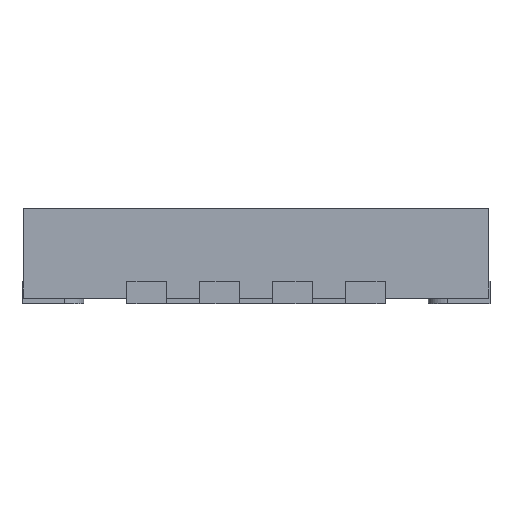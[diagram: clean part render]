
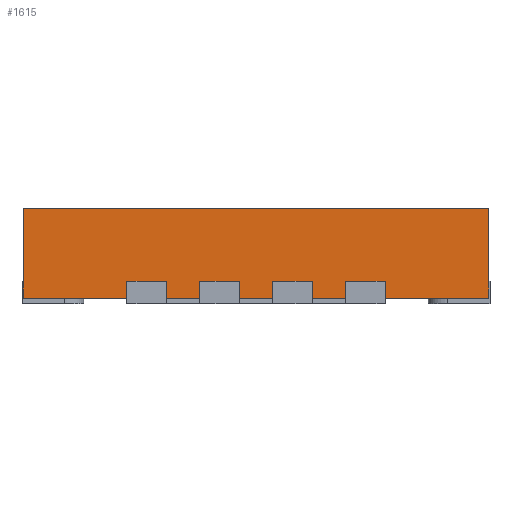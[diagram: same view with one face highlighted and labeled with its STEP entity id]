
A CAD part, left-side view. The second image highlights one B-rep face of the part: STEP entity #1615.
In plain terms, the highlighted planar face has unit normal (-1, 0, 0).
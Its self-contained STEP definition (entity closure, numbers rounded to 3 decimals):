
#533 = VERTEX_POINT('',#534);
#534 = CARTESIAN_POINT('',(-2.075,2.075,0.865));
#540 = EDGE_CURVE('',#533,#541,#543,.T.);
#541 = VERTEX_POINT('',#542);
#542 = CARTESIAN_POINT('',(-2.075,-2.075,0.865));
#543 = LINE('',#544,#545);
#544 = CARTESIAN_POINT('',(-2.075,2.075,0.865));
#545 = VECTOR('',#546,1.);
#546 = DIRECTION('',(0.,-1.,0.));
#1095 = VERTEX_POINT('',#1096);
#1096 = CARTESIAN_POINT('',(-2.075,-2.075,0.065));
#1102 = EDGE_CURVE('',#1103,#1095,#1105,.T.);
#1103 = VERTEX_POINT('',#1104);
#1104 = CARTESIAN_POINT('',(-2.075,-1.15,0.065));
#1105 = LINE('',#1106,#1107);
#1106 = CARTESIAN_POINT('',(-2.075,2.075,0.065));
#1107 = VECTOR('',#1108,1.);
#1108 = DIRECTION('',(0.,-1.,0.));
#1128 = VERTEX_POINT('',#1129);
#1129 = CARTESIAN_POINT('',(-2.075,-0.8,0.065));
#1135 = EDGE_CURVE('',#1136,#1128,#1138,.T.);
#1136 = VERTEX_POINT('',#1137);
#1137 = CARTESIAN_POINT('',(-2.075,-0.5,0.065));
#1138 = LINE('',#1139,#1140);
#1139 = CARTESIAN_POINT('',(-2.075,2.075,0.065));
#1140 = VECTOR('',#1141,1.);
#1141 = DIRECTION('',(0.,-1.,0.));
#1161 = VERTEX_POINT('',#1162);
#1162 = CARTESIAN_POINT('',(-2.075,-0.15,0.065));
#1168 = EDGE_CURVE('',#1169,#1161,#1171,.T.);
#1169 = VERTEX_POINT('',#1170);
#1170 = CARTESIAN_POINT('',(-2.075,0.15,0.065));
#1171 = LINE('',#1172,#1173);
#1172 = CARTESIAN_POINT('',(-2.075,2.075,0.065));
#1173 = VECTOR('',#1174,1.);
#1174 = DIRECTION('',(0.,-1.,0.));
#1194 = VERTEX_POINT('',#1195);
#1195 = CARTESIAN_POINT('',(-2.075,0.5,0.065));
#1201 = EDGE_CURVE('',#1202,#1194,#1204,.T.);
#1202 = VERTEX_POINT('',#1203);
#1203 = CARTESIAN_POINT('',(-2.075,0.8,0.065));
#1204 = LINE('',#1205,#1206);
#1205 = CARTESIAN_POINT('',(-2.075,2.075,0.065));
#1206 = VECTOR('',#1207,1.);
#1207 = DIRECTION('',(0.,-1.,0.));
#1227 = VERTEX_POINT('',#1228);
#1228 = CARTESIAN_POINT('',(-2.075,1.15,0.065));
#1234 = EDGE_CURVE('',#1235,#1227,#1237,.T.);
#1235 = VERTEX_POINT('',#1236);
#1236 = CARTESIAN_POINT('',(-2.075,2.075,0.065));
#1237 = LINE('',#1238,#1239);
#1238 = CARTESIAN_POINT('',(-2.075,2.075,0.065));
#1239 = VECTOR('',#1240,1.);
#1240 = DIRECTION('',(0.,-1.,0.));
#1519 = EDGE_CURVE('',#533,#1235,#1520,.T.);
#1520 = LINE('',#1521,#1522);
#1521 = CARTESIAN_POINT('',(-2.075,2.075,0.865));
#1522 = VECTOR('',#1523,1.);
#1523 = DIRECTION('',(0.,0.,-1.));
#1615 = ADVANCED_FACE('',(#1616),#1719,.F.);
#1616 = FACE_BOUND('',#1617,.T.);
#1617 = EDGE_LOOP('',(#1618,#1626,#1627,#1633,#1634,#1635,#1636,#1644,
    #1652,#1658,#1659,#1667,#1675,#1681,#1682,#1690,#1698,#1704,#1705,
    #1713));
#1618 = ORIENTED_EDGE('',*,*,#1619,.F.);
#1619 = EDGE_CURVE('',#1103,#1620,#1622,.T.);
#1620 = VERTEX_POINT('',#1621);
#1621 = CARTESIAN_POINT('',(-2.075,-1.15,0.215));
#1622 = LINE('',#1623,#1624);
#1623 = CARTESIAN_POINT('',(-2.075,-1.15,0.865));
#1624 = VECTOR('',#1625,1.);
#1625 = DIRECTION('',(0.,0.,1.));
#1626 = ORIENTED_EDGE('',*,*,#1102,.T.);
#1627 = ORIENTED_EDGE('',*,*,#1628,.F.);
#1628 = EDGE_CURVE('',#541,#1095,#1629,.T.);
#1629 = LINE('',#1630,#1631);
#1630 = CARTESIAN_POINT('',(-2.075,-2.075,0.865));
#1631 = VECTOR('',#1632,1.);
#1632 = DIRECTION('',(0.,0.,-1.));
#1633 = ORIENTED_EDGE('',*,*,#540,.F.);
#1634 = ORIENTED_EDGE('',*,*,#1519,.T.);
#1635 = ORIENTED_EDGE('',*,*,#1234,.T.);
#1636 = ORIENTED_EDGE('',*,*,#1637,.F.);
#1637 = EDGE_CURVE('',#1638,#1227,#1640,.T.);
#1638 = VERTEX_POINT('',#1639);
#1639 = CARTESIAN_POINT('',(-2.075,1.15,0.215));
#1640 = LINE('',#1641,#1642);
#1641 = CARTESIAN_POINT('',(-2.075,1.15,0.865));
#1642 = VECTOR('',#1643,1.);
#1643 = DIRECTION('',(0.,0.,-1.));
#1644 = ORIENTED_EDGE('',*,*,#1645,.T.);
#1645 = EDGE_CURVE('',#1638,#1646,#1648,.T.);
#1646 = VERTEX_POINT('',#1647);
#1647 = CARTESIAN_POINT('',(-2.075,0.8,0.215));
#1648 = LINE('',#1649,#1650);
#1649 = CARTESIAN_POINT('',(-2.075,2.075,0.215));
#1650 = VECTOR('',#1651,1.);
#1651 = DIRECTION('',(0.,-1.,0.));
#1652 = ORIENTED_EDGE('',*,*,#1653,.F.);
#1653 = EDGE_CURVE('',#1202,#1646,#1654,.T.);
#1654 = LINE('',#1655,#1656);
#1655 = CARTESIAN_POINT('',(-2.075,0.8,0.865));
#1656 = VECTOR('',#1657,1.);
#1657 = DIRECTION('',(0.,0.,1.));
#1658 = ORIENTED_EDGE('',*,*,#1201,.T.);
#1659 = ORIENTED_EDGE('',*,*,#1660,.F.);
#1660 = EDGE_CURVE('',#1661,#1194,#1663,.T.);
#1661 = VERTEX_POINT('',#1662);
#1662 = CARTESIAN_POINT('',(-2.075,0.5,0.215));
#1663 = LINE('',#1664,#1665);
#1664 = CARTESIAN_POINT('',(-2.075,0.5,0.865));
#1665 = VECTOR('',#1666,1.);
#1666 = DIRECTION('',(0.,0.,-1.));
#1667 = ORIENTED_EDGE('',*,*,#1668,.T.);
#1668 = EDGE_CURVE('',#1661,#1669,#1671,.T.);
#1669 = VERTEX_POINT('',#1670);
#1670 = CARTESIAN_POINT('',(-2.075,0.15,0.215));
#1671 = LINE('',#1672,#1673);
#1672 = CARTESIAN_POINT('',(-2.075,2.075,0.215));
#1673 = VECTOR('',#1674,1.);
#1674 = DIRECTION('',(0.,-1.,0.));
#1675 = ORIENTED_EDGE('',*,*,#1676,.F.);
#1676 = EDGE_CURVE('',#1169,#1669,#1677,.T.);
#1677 = LINE('',#1678,#1679);
#1678 = CARTESIAN_POINT('',(-2.075,0.15,0.865));
#1679 = VECTOR('',#1680,1.);
#1680 = DIRECTION('',(0.,0.,1.));
#1681 = ORIENTED_EDGE('',*,*,#1168,.T.);
#1682 = ORIENTED_EDGE('',*,*,#1683,.F.);
#1683 = EDGE_CURVE('',#1684,#1161,#1686,.T.);
#1684 = VERTEX_POINT('',#1685);
#1685 = CARTESIAN_POINT('',(-2.075,-0.15,0.215));
#1686 = LINE('',#1687,#1688);
#1687 = CARTESIAN_POINT('',(-2.075,-0.15,0.865));
#1688 = VECTOR('',#1689,1.);
#1689 = DIRECTION('',(0.,0.,-1.));
#1690 = ORIENTED_EDGE('',*,*,#1691,.T.);
#1691 = EDGE_CURVE('',#1684,#1692,#1694,.T.);
#1692 = VERTEX_POINT('',#1693);
#1693 = CARTESIAN_POINT('',(-2.075,-0.5,0.215));
#1694 = LINE('',#1695,#1696);
#1695 = CARTESIAN_POINT('',(-2.075,2.075,0.215));
#1696 = VECTOR('',#1697,1.);
#1697 = DIRECTION('',(0.,-1.,0.));
#1698 = ORIENTED_EDGE('',*,*,#1699,.F.);
#1699 = EDGE_CURVE('',#1136,#1692,#1700,.T.);
#1700 = LINE('',#1701,#1702);
#1701 = CARTESIAN_POINT('',(-2.075,-0.5,0.865));
#1702 = VECTOR('',#1703,1.);
#1703 = DIRECTION('',(0.,0.,1.));
#1704 = ORIENTED_EDGE('',*,*,#1135,.T.);
#1705 = ORIENTED_EDGE('',*,*,#1706,.F.);
#1706 = EDGE_CURVE('',#1707,#1128,#1709,.T.);
#1707 = VERTEX_POINT('',#1708);
#1708 = CARTESIAN_POINT('',(-2.075,-0.8,0.215));
#1709 = LINE('',#1710,#1711);
#1710 = CARTESIAN_POINT('',(-2.075,-0.8,0.865));
#1711 = VECTOR('',#1712,1.);
#1712 = DIRECTION('',(0.,0.,-1.));
#1713 = ORIENTED_EDGE('',*,*,#1714,.T.);
#1714 = EDGE_CURVE('',#1707,#1620,#1715,.T.);
#1715 = LINE('',#1716,#1717);
#1716 = CARTESIAN_POINT('',(-2.075,2.075,0.215));
#1717 = VECTOR('',#1718,1.);
#1718 = DIRECTION('',(0.,-1.,0.));
#1719 = PLANE('',#1720);
#1720 = AXIS2_PLACEMENT_3D('',#1721,#1722,#1723);
#1721 = CARTESIAN_POINT('',(-2.075,2.075,0.865));
#1722 = DIRECTION('',(1.,0.,0.));
#1723 = DIRECTION('',(0.,1.,0.));
